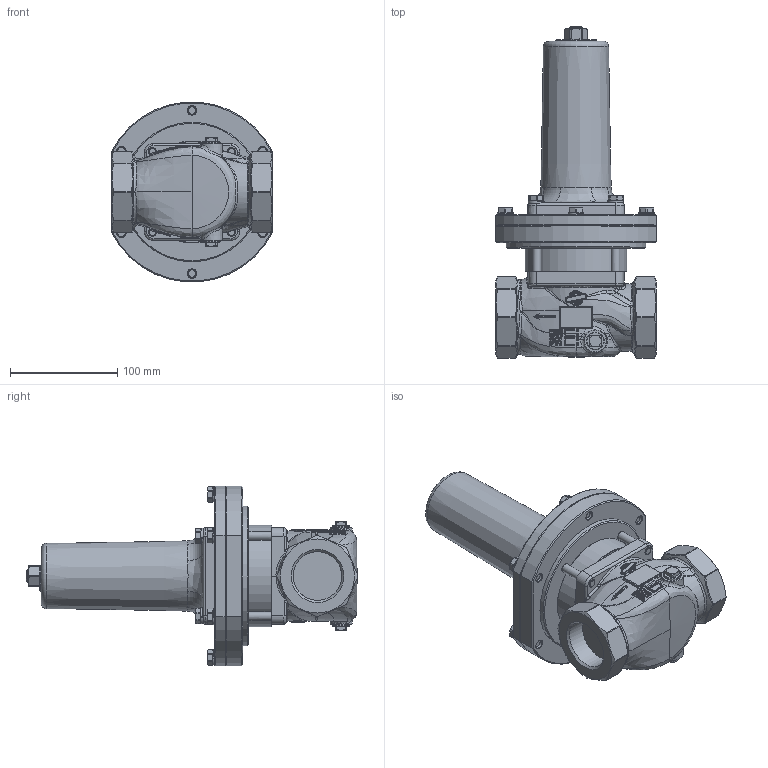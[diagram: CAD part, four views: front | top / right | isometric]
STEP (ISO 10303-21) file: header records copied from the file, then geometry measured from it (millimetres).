
FILE_DESCRIPTION(/* description */ (''),/* implementation_level */ '2;1');
FILE_NAME(/* name */ '075006.stp',/* time_stamp */ '2015-10-26T15:24:44+01:00',/* author */ ('powierski'),/* organization */ (''),/* preprocessor_version */ 'ST-DEVELOPER v15.6',/* originating_system */ 'Autodesk Inventor 2015',/* authorisation */ '');
FILE_SCHEMA (('AUTOMOTIVE_DESIGN { 1 0 10303 214 3 1 1 }'));
Products named in the file (1): 075006_step
Bounding box: 150 x 309.37 x 167.39 mm (x, y, z)
Volume: 2074744.5 mm3; surface area: 161127.6 mm2
Topology: 1 solids, 10 shells, 1601 faces, 3899 edges, 2314 vertices
Faces by surface type: bspline 640, plane 355, cylinder 340, cone 176, torus 46, sphere 44
Full cylindrical faces by diameter (mm): 8 x20, 8.2 x6, 8.5 x8, 10 x6, 12 x2, 12.2 x1, 16.5 x2, 20 x1, 45.25 x2, 95 x1, 130 x1
Entity records: 76393 total; most frequent: CARTESIAN_POINT 43089, ORIENTED_EDGE 7328, DIRECTION 5122, EDGE_CURVE 3664, VERTEX_POINT 2240, AXIS2_PLACEMENT_3D 2184, EDGE_LOOP 1780, FACE_OUTER_BOUND 1596
